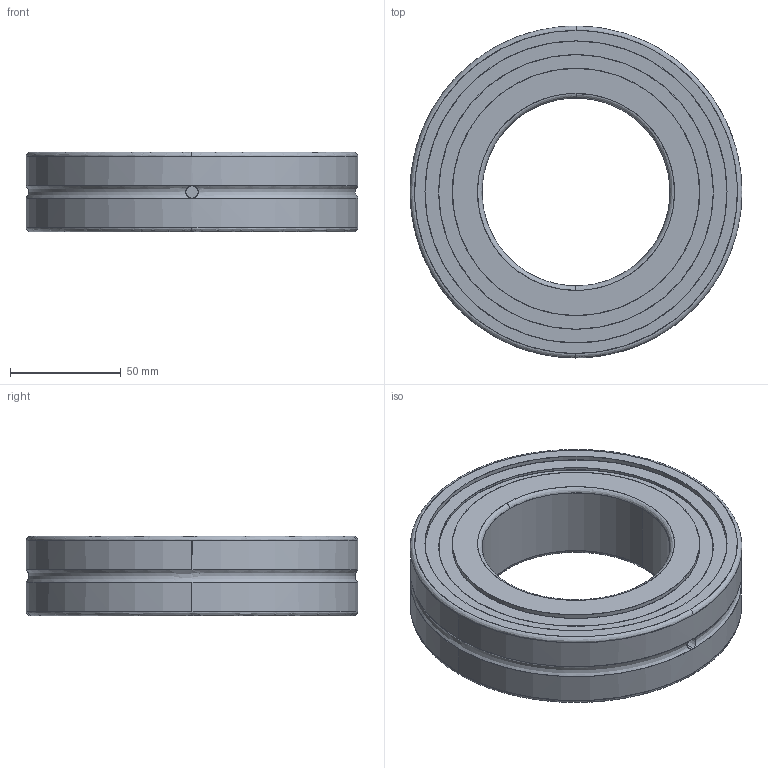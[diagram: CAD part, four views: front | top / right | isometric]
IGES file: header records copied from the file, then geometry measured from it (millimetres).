
Start section: SolidWorks IGES file using analytic representation for surfaces
Global section: file name: SBDEFAU0813428571628.igs; native system: SolidWorks 2017; preprocessor: SolidWorks 2017; author: partstream; date: 170813.042859; units: millimetre
Bounding box: 150 x 150 x 36 mm (x, y, z)
Surface area: 60920.1 mm2 (no closed solid volume)
Topology: 0 solids, 0 shells, 51 faces, 1803 edges, 1806 vertices
Faces by surface type: revolution 28, bspline 23
